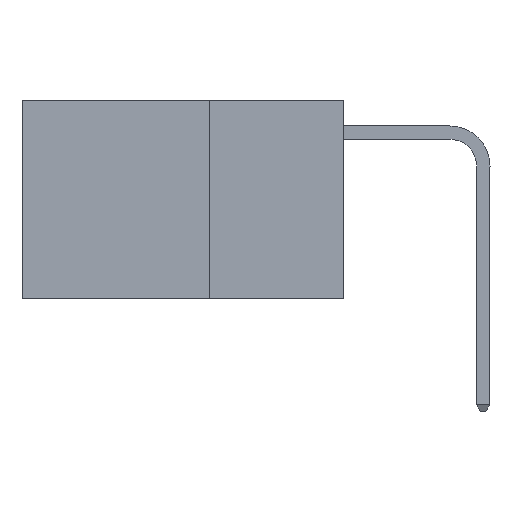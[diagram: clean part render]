
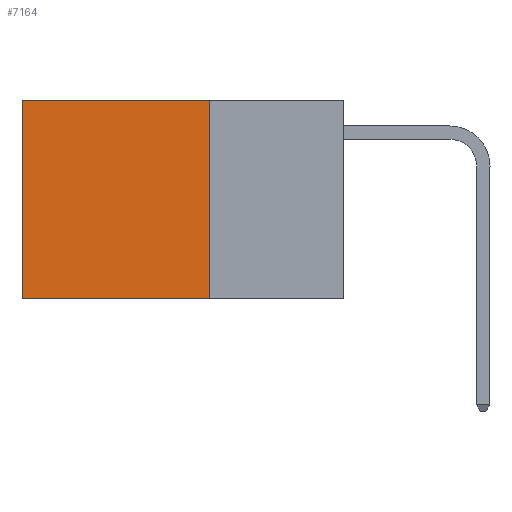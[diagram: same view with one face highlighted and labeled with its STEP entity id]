
A CAD part, left-side view. The second image highlights one B-rep face of the part: STEP entity #7164.
In plain terms, the highlighted planar face has unit normal (-1, 0, 0).
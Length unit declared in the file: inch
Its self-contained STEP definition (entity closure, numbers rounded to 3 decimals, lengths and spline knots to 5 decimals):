
#31 = VECTOR ( 'NONE', #15354, 39.37008 ) ;
#263 = VERTEX_POINT ( 'NONE', #6936 ) ;
#593 = VECTOR ( 'NONE', #11362, 39.37008 ) ;
#604 = VERTEX_POINT ( 'NONE', #6402 ) ;
#1088 = CARTESIAN_POINT ( 'NONE',  ( 0.2625, 0.25, -0.37 ) ) ;
#1270 = VERTEX_POINT ( 'NONE', #8952 ) ;
#1445 = PLANE ( 'NONE',  #11642 ) ;
#2163 = DIRECTION ( 'NONE',  ( 0., 0., -1. ) ) ;
#2435 = ORIENTED_EDGE ( 'NONE', *, *, #5757, .T. ) ;
#2602 = DIRECTION ( 'NONE',  ( 0., 1., 0. ) ) ;
#2736 = DIRECTION ( 'NONE',  ( 0., 0., -1. ) ) ;
#3013 = VERTEX_POINT ( 'NONE', #10115 ) ;
#3130 = EDGE_LOOP ( 'NONE', ( #14183, #10701, #8031, #2435 ) ) ;
#3470 = VECTOR ( 'NONE', #2163, 39.37008 ) ;
#3583 = FACE_OUTER_BOUND ( 'NONE', #3130, .T. ) ;
#4226 = VECTOR ( 'NONE', #2602, 39.37008 ) ;
#4516 = EDGE_CURVE ( 'NONE', #1270, #3013, #10828, .T. ) ;
#4639 = LINE ( 'NONE', #12907, #4226 ) ;
#5757 = EDGE_CURVE ( 'NONE', #263, #604, #4639, .T. ) ;
#6402 = CARTESIAN_POINT ( 'NONE',  ( 0.2625, 0.6, 0. ) ) ;
#6902 = LINE ( 'NONE', #7647, #31 ) ;
#6918 = LINE ( 'NONE', #13713, #3470 ) ;
#6936 = CARTESIAN_POINT ( 'NONE',  ( 0.2625, 0.25, 0. ) ) ;
#7164 = ADVANCED_FACE ( 'NONE', ( #3583 ), #1445, .F. ) ;
#7647 = CARTESIAN_POINT ( 'NONE',  ( 0.2625, 0.6, 0. ) ) ;
#8031 = ORIENTED_EDGE ( 'NONE', *, *, #10540, .F. ) ;
#8952 = CARTESIAN_POINT ( 'NONE',  ( 0.2625, 0.25, -0.37 ) ) ;
#9140 = CARTESIAN_POINT ( 'NONE',  ( 0.2625, 0.25, 0. ) ) ;
#10115 = CARTESIAN_POINT ( 'NONE',  ( 0.2625, 0.6, -0.37 ) ) ;
#10416 = DIRECTION ( 'NONE',  ( 1., 0., 0. ) ) ;
#10540 = EDGE_CURVE ( 'NONE', #263, #1270, #6918, .T. ) ;
#10701 = ORIENTED_EDGE ( 'NONE', *, *, #4516, .F. ) ;
#10828 = LINE ( 'NONE', #1088, #593 ) ;
#11362 = DIRECTION ( 'NONE',  ( 0., 1., 0. ) ) ;
#11642 = AXIS2_PLACEMENT_3D ( 'NONE', #9140, #10416, #2736 ) ;
#12907 = CARTESIAN_POINT ( 'NONE',  ( 0.2625, 0.25, 0. ) ) ;
#13713 = CARTESIAN_POINT ( 'NONE',  ( 0.2625, 0.25, 0. ) ) ;
#14183 = ORIENTED_EDGE ( 'NONE', *, *, #15412, .T. ) ;
#15354 = DIRECTION ( 'NONE',  ( 0., 0., -1. ) ) ;
#15412 = EDGE_CURVE ( 'NONE', #604, #3013, #6902, .T. ) ;
